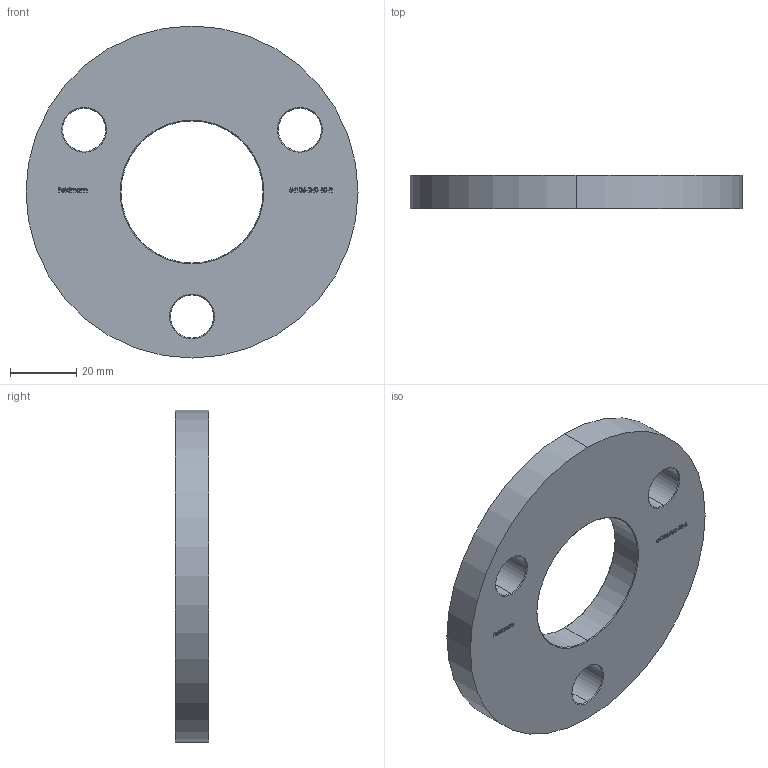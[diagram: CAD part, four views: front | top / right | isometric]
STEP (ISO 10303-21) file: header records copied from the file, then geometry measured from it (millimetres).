
FILE_DESCRIPTION (( 'STEP AP203' ), '1' );
FILE_NAME ('54106-240-10-R.step', '2020-10-21T10:58:48', ( '' ), ( '' ), 'SwSTEP 2.0', 'SolidWorks 2018', '' );
FILE_SCHEMA (( 'CONFIG_CONTROL_DESIGN' ));
Length unit declared in the file: millimetre
Products named in the file (2): 54106-240-10-R
Bounding box: 100 x 10 x 100 mm (x, y, z)
Volume: 60153.7 mm3; surface area: 17682.3 mm2
Topology: 1 solids, 1 shells, 293 faces, 761 edges, 502 vertices
Faces by surface type: plane 164, bspline 103, cone 16, cylinder 10
Entity records: 15056 total; most frequent: CARTESIAN_POINT 8381, ORIENTED_EDGE 1522, DIRECTION 975, EDGE_CURVE 761, VECTOR 519, LINE 519, VERTEX_POINT 502, EDGE_LOOP 333
